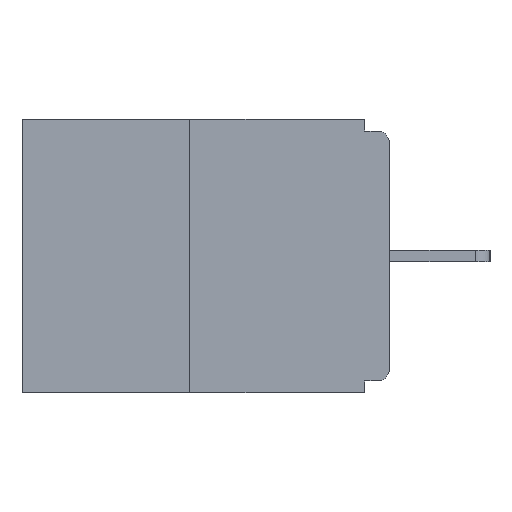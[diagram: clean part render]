
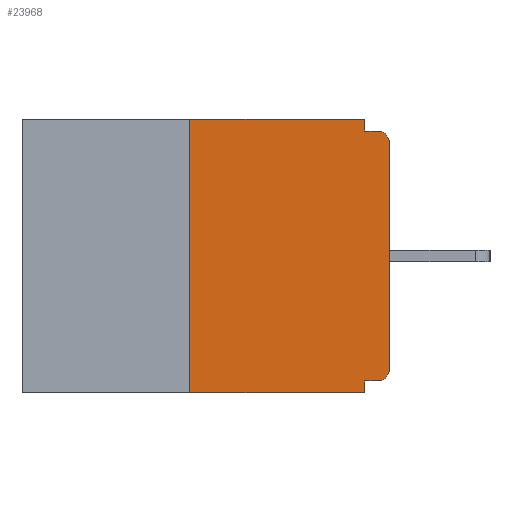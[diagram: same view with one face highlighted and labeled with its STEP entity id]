
A CAD part, left-side view. The second image highlights one B-rep face of the part: STEP entity #23968.
In plain terms, the highlighted planar face has unit normal (-1, 0, 0).
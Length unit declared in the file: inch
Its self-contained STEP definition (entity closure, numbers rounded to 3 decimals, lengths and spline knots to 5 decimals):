
#135 = DIRECTION ( 'NONE',  ( 0., 0., -1. ) ) ;
#253 = DIRECTION ( 'NONE',  ( 0., -1., 0. ) ) ;
#878 = EDGE_LOOP ( 'NONE', ( #2130, #23738, #13368, #18823, #3586, #12586, #16258, #24794, #22769, #24133 ) ) ;
#984 = CARTESIAN_POINT ( 'NONE',  ( 0., 0., 0. ) ) ;
#1008 = EDGE_CURVE ( 'NONE', #23686, #15549, #22463, .T. ) ;
#1010 = VERTEX_POINT ( 'NONE', #21539 ) ;
#1182 = AXIS2_PLACEMENT_3D ( 'NONE', #6926, #23159, #1236 ) ;
#1236 = DIRECTION ( 'NONE',  ( 0., 0., -1. ) ) ;
#1966 = CARTESIAN_POINT ( 'NONE',  ( 0., 0.031, -0.343 ) ) ;
#2130 = ORIENTED_EDGE ( 'NONE', *, *, #10209, .F. ) ;
#2456 = EDGE_CURVE ( 'NONE', #9116, #13364, #25837, .T. ) ;
#2690 = CARTESIAN_POINT ( 'NONE',  ( 0., 0.031, 0. ) ) ;
#3024 = EDGE_CURVE ( 'NONE', #9116, #14544, #15506, .T. ) ;
#3382 = CARTESIAN_POINT ( 'NONE',  ( 0., 0.031, -0.015 ) ) ;
#3586 = ORIENTED_EDGE ( 'NONE', *, *, #16132, .F. ) ;
#3853 = VECTOR ( 'NONE', #9394, 39.37008 ) ;
#3955 = DIRECTION ( 'NONE',  ( 0., 0., -1. ) ) ;
#4230 = VECTOR ( 'NONE', #8002, 39.37008 ) ;
#4341 = CARTESIAN_POINT ( 'NONE',  ( 0., 0.46, 0. ) ) ;
#5603 = CARTESIAN_POINT ( 'NONE',  ( 0., 0.25, 0. ) ) ;
#5926 = AXIS2_PLACEMENT_3D ( 'NONE', #11727, #22100, #19821 ) ;
#6926 = CARTESIAN_POINT ( 'NONE',  ( 0., 0.015, -0.03 ) ) ;
#7715 = EDGE_CURVE ( 'NONE', #15549, #1010, #13335, .T. ) ;
#7793 = LINE ( 'NONE', #1966, #13001 ) ;
#8002 = DIRECTION ( 'NONE',  ( 0., 0., 1. ) ) ;
#8370 = CIRCLE ( 'NONE', #1182, 0.015 ) ;
#8587 = LINE ( 'NONE', #4341, #10901 ) ;
#9116 = VERTEX_POINT ( 'NONE', #15877 ) ;
#9117 = VERTEX_POINT ( 'NONE', #15612 ) ;
#9126 = VERTEX_POINT ( 'NONE', #3382 ) ;
#9167 = CARTESIAN_POINT ( 'NONE',  ( 0., 0., -0.015 ) ) ;
#9394 = DIRECTION ( 'NONE',  ( 0., -1., 0. ) ) ;
#9976 = EDGE_CURVE ( 'NONE', #16005, #14544, #7793, .T. ) ;
#10209 = EDGE_CURVE ( 'NONE', #13364, #15148, #8587, .T. ) ;
#10316 = VECTOR ( 'NONE', #19550, 39.37008 ) ;
#10343 = CARTESIAN_POINT ( 'NONE',  ( 0., 0.031, 0. ) ) ;
#10700 = VECTOR ( 'NONE', #17265, 39.37008 ) ;
#10784 = CARTESIAN_POINT ( 'NONE',  ( 0., 0., -0.313 ) ) ;
#10901 = VECTOR ( 'NONE', #253, 39.37008 ) ;
#11727 = CARTESIAN_POINT ( 'NONE',  ( 0., 0.46, 0. ) ) ;
#11969 = VECTOR ( 'NONE', #12039, 39.37008 ) ;
#12039 = DIRECTION ( 'NONE',  ( 0., 1., 0. ) ) ;
#12586 = ORIENTED_EDGE ( 'NONE', *, *, #1008, .T. ) ;
#12884 = LINE ( 'NONE', #9167, #10700 ) ;
#13001 = VECTOR ( 'NONE', #3955, 39.37008 ) ;
#13335 = LINE ( 'NONE', #984, #10316 ) ;
#13364 = VERTEX_POINT ( 'NONE', #26021 ) ;
#13368 = ORIENTED_EDGE ( 'NONE', *, *, #3024, .T. ) ;
#13384 = CARTESIAN_POINT ( 'NONE',  ( 0., 0.46, -0.343 ) ) ;
#13435 = VECTOR ( 'NONE', #135, 39.37008 ) ;
#13704 = DIRECTION ( 'NONE',  ( -1., 0., 0. ) ) ;
#13779 = LINE ( 'NONE', #24016, #11969 ) ;
#13968 = EDGE_CURVE ( 'NONE', #1010, #9117, #8370, .T. ) ;
#14544 = VERTEX_POINT ( 'NONE', #23653 ) ;
#15148 = VERTEX_POINT ( 'NONE', #2690 ) ;
#15506 = LINE ( 'NONE', #13384, #3853 ) ;
#15549 = VERTEX_POINT ( 'NONE', #10784 ) ;
#15612 = CARTESIAN_POINT ( 'NONE',  ( 0., 0.015, -0.015 ) ) ;
#15877 = CARTESIAN_POINT ( 'NONE',  ( 0., 0.25, -0.343 ) ) ;
#15980 = FACE_OUTER_BOUND ( 'NONE', #878, .T. ) ;
#16005 = VERTEX_POINT ( 'NONE', #25615 ) ;
#16132 = EDGE_CURVE ( 'NONE', #23686, #16005, #13779, .T. ) ;
#16258 = ORIENTED_EDGE ( 'NONE', *, *, #7715, .T. ) ;
#17265 = DIRECTION ( 'NONE',  ( 0., -1., 0. ) ) ;
#18823 = ORIENTED_EDGE ( 'NONE', *, *, #9976, .F. ) ;
#19348 = EDGE_CURVE ( 'NONE', #15148, #9126, #20040, .T. ) ;
#19550 = DIRECTION ( 'NONE',  ( 0., 0., 1. ) ) ;
#19821 = DIRECTION ( 'NONE',  ( 0., 0., -1. ) ) ;
#20040 = LINE ( 'NONE', #10343, #13435 ) ;
#21204 = AXIS2_PLACEMENT_3D ( 'NONE', #25804, #13704, #21934 ) ;
#21539 = CARTESIAN_POINT ( 'NONE',  ( 0., 0., -0.03 ) ) ;
#21934 = DIRECTION ( 'NONE',  ( 0., 0., -1. ) ) ;
#22100 = DIRECTION ( 'NONE',  ( 1., 0., 0. ) ) ;
#22463 = CIRCLE ( 'NONE', #21204, 0.015 ) ;
#22769 = ORIENTED_EDGE ( 'NONE', *, *, #25850, .F. ) ;
#23159 = DIRECTION ( 'NONE',  ( -1., 0., 0. ) ) ;
#23653 = CARTESIAN_POINT ( 'NONE',  ( 0., 0.031, -0.343 ) ) ;
#23686 = VERTEX_POINT ( 'NONE', #24669 ) ;
#23738 = ORIENTED_EDGE ( 'NONE', *, *, #2456, .F. ) ;
#23968 = ADVANCED_FACE ( 'NONE', ( #15980 ), #23979, .F. ) ;
#23979 = PLANE ( 'NONE',  #5926 ) ;
#24016 = CARTESIAN_POINT ( 'NONE',  ( 0., 0., -0.328 ) ) ;
#24133 = ORIENTED_EDGE ( 'NONE', *, *, #19348, .F. ) ;
#24669 = CARTESIAN_POINT ( 'NONE',  ( 0., 0.015, -0.328 ) ) ;
#24794 = ORIENTED_EDGE ( 'NONE', *, *, #13968, .T. ) ;
#25615 = CARTESIAN_POINT ( 'NONE',  ( 0., 0.031, -0.328 ) ) ;
#25804 = CARTESIAN_POINT ( 'NONE',  ( 0., 0.015, -0.313 ) ) ;
#25837 = LINE ( 'NONE', #5603, #4230 ) ;
#25850 = EDGE_CURVE ( 'NONE', #9126, #9117, #12884, .T. ) ;
#26021 = CARTESIAN_POINT ( 'NONE',  ( 0., 0.25, 0. ) ) ;
